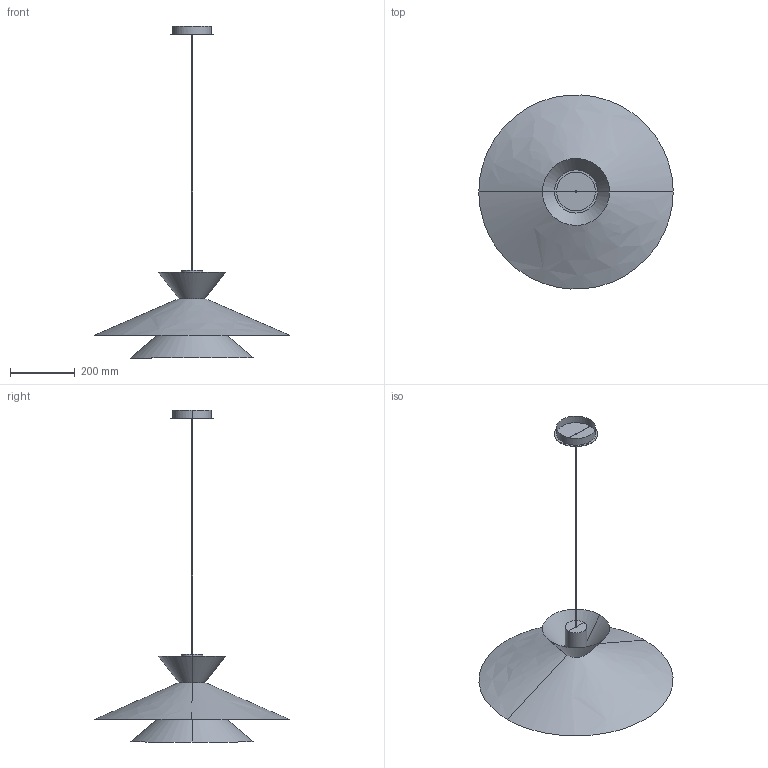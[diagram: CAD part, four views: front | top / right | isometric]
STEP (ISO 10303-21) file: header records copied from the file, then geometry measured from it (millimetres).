
FILE_DESCRIPTION(/* description */ (''),/* implementation_level */ '2;1');
FILE_NAME(/* name */ '1744.294_KIM',/* time_stamp */ '2023-01-24T15:32:23+01:00',/* author */ (''),/* organization */ (''),/* preprocessor_version */ 'ST-DEVELOPER v16.5',/* originating_system */ 'Rhino 7.15',/* authorisation */ '');
FILE_SCHEMA (('CONFIG_CONTROL_DESIGN'));
Length unit declared in the file: millimetre
Products named in the file (1): Document
Bounding box: 600 x 599.2 x 1025.32 mm (x, y, z)
Surface area: 559219.3 mm2 (no closed solid volume)
Topology: 0 solids, 7 shells, 21 faces, 54 edges, 33 vertices
Faces by surface type: bspline 12, cylinder 8, plane 1
Entity records: 753 total; most frequent: CARTESIAN_POINT 376, ORIENTED_EDGE 80, EDGE_CURVE 52, VERTEX_POINT 33, ADVANCED_FACE 21, FACE_OUTER_BOUND 21, EDGE_LOOP 21, B_SPLINE_CURVE_WITH_KNOTS 18
